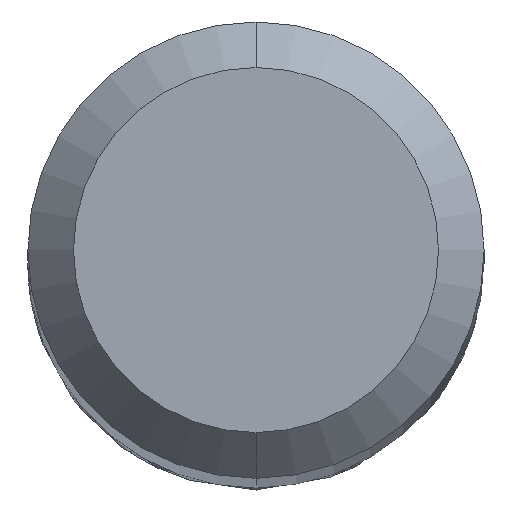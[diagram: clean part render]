
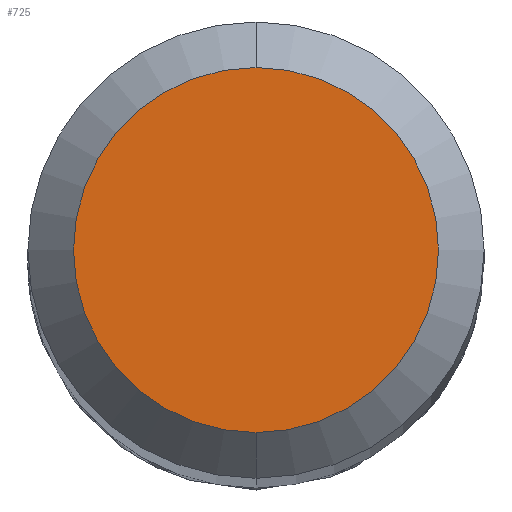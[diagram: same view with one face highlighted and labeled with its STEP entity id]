
A CAD part, top view. The second image highlights one B-rep face of the part: STEP entity #725.
In plain terms, the highlighted planar face has unit normal (0, 0, 1).
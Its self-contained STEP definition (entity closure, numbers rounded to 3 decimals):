
#549=EDGE_CURVE('',#1117,#927,#1408,.T.);
#725=ADVANCED_FACE('',(#1603),#1604,.T.);
#927=VERTEX_POINT('',#1827);
#1063=EDGE_CURVE('',#927,#1117,#1975,.T.);
#1117=VERTEX_POINT('',#2035);
#1408=CIRCLE('',#2432,1.2);
#1603=FACE_OUTER_BOUND('',#3231,.T.);
#1604=PLANE('',#3232);
#1827=CARTESIAN_POINT('',(0.,-1.2,0.0));
#1975=CIRCLE('',#5221,1.2);
#2035=CARTESIAN_POINT('',(0.0,1.2,0.0));
#2432=AXIS2_PLACEMENT_3D('',#6349,#6350,#6351);
#3231=EDGE_LOOP('',(#6595,#6596));
#3232=AXIS2_PLACEMENT_3D('',#6597,#6598,#6599);
#5221=AXIS2_PLACEMENT_3D('',#7021,#7022,#7023);
#6349=CARTESIAN_POINT('',(0.0,0.0,0.0));
#6350=DIRECTION('',(0.0,0.0,-1.0));
#6351=DIRECTION('',(0.0,1.0,0.0));
#6595=ORIENTED_EDGE('',*,*,#549,.F.);
#6596=ORIENTED_EDGE('',*,*,#1063,.F.);
#6597=CARTESIAN_POINT('',(0.0,0.6,0.0));
#6598=DIRECTION('',(-0.0,0.0,1.0));
#6599=DIRECTION('',(0.0,-1.0,0.0));
#7021=CARTESIAN_POINT('',(0.0,0.0,0.0));
#7022=DIRECTION('',(0.0,0.0,-1.0));
#7023=DIRECTION('',(0.0,1.0,0.0));
